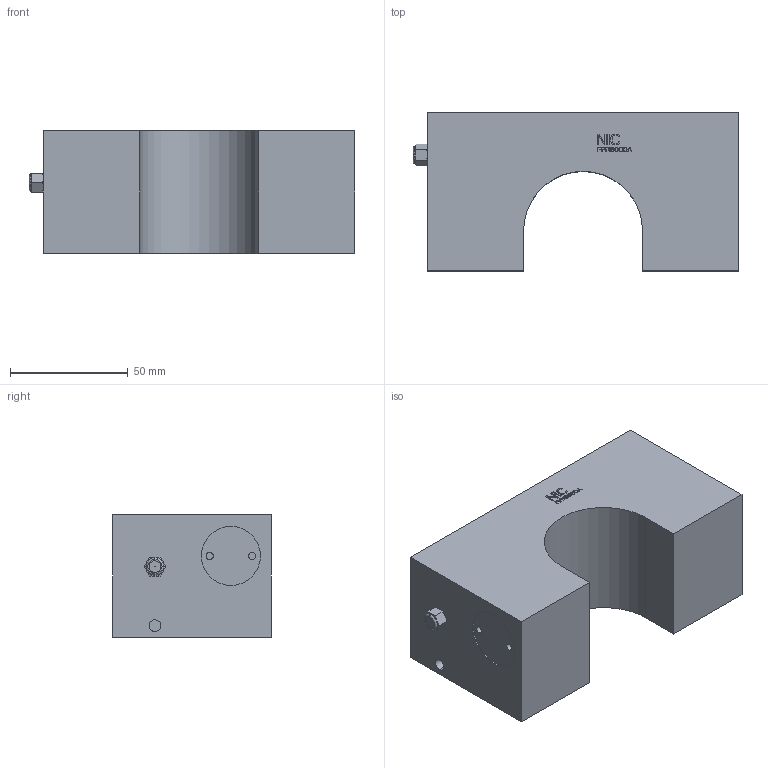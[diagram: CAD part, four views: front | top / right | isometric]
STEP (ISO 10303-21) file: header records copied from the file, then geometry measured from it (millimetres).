
FILE_DESCRIPTION((''),'2;1');
FILE_NAME('FPR5000A','2025-05-19T10:29:53',('lx'),(''),'CREO PARAMETRIC BY PTC INC, 2018100','CREO PARAMETRIC BY PTC INC, 2018100','');
FILE_SCHEMA(('CONFIG_CONTROL_DESIGN'));
Length unit declared in the file: millimetre
Products named in the file (1): FPR5000A
Bounding box: 138 x 67 x 52 mm (x, y, z)
Volume: 357262.1 mm3; surface area: 40901.8 mm2
Topology: 1 solids, 2 shells, 420 faces, 1119 edges, 741 vertices
Faces by surface type: plane 353, cylinder 47, cone 16, torus 2, sphere 2
Entity records: 12979 total; most frequent: CARTESIAN_POINT 2392, ORIENTED_EDGE 2234, DIRECTION 2057, EDGE_CURVE 1117, VECTOR 969, LINE 969, VERTEX_POINT 741, AXIS2_PLACEMENT_3D 544
